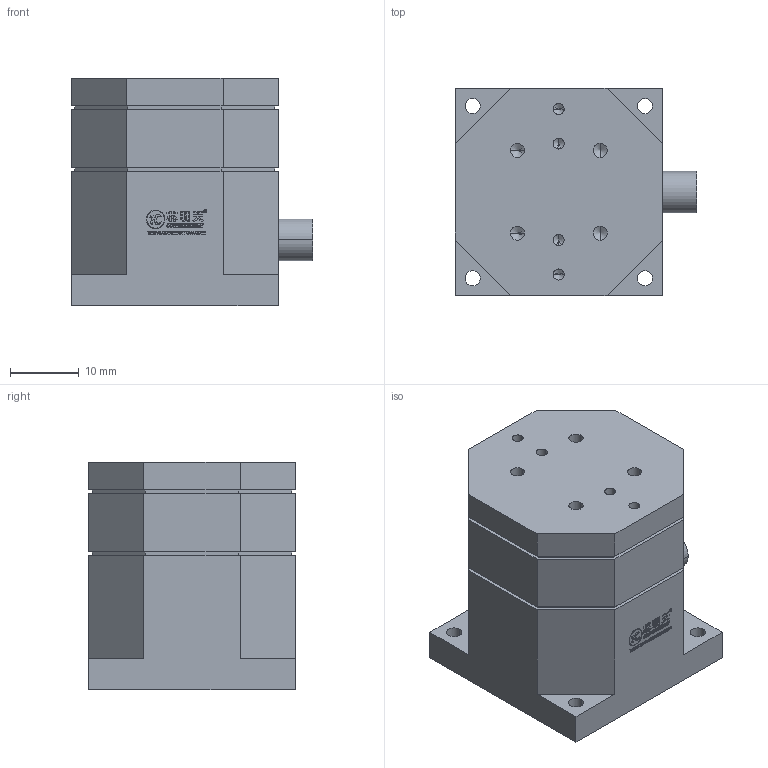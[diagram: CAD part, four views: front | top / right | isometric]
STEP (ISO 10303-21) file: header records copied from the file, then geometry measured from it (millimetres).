
FILE_DESCRIPTION (( 'STEP AP203' ), '1' );
FILE_NAME ('P63.XZ7-B1俋倛芞.STEP', '2019-11-29T02:12:16', ( '' ), ( '' ), 'SwSTEP 2.0', 'SolidWorks 2016', '' );
FILE_SCHEMA (( 'CONFIG_CONTROL_DESIGN' ));
Length unit declared in the file: millimetre
Products named in the file (1): P63.XZ7-B1俋倛芞
Bounding box: 35 x 30.02 x 33 mm (x, y, z)
Volume: 25868.8 mm3; surface area: 5929.8 mm2
Topology: 1 solids, 1 shells, 735 faces, 1993 edges, 1318 vertices
Faces by surface type: plane 405, bspline 282, cylinder 32, cone 16
Entity records: 29528 total; most frequent: CARTESIAN_POINT 12857, ORIENTED_EDGE 3954, DIRECTION 2393, EDGE_CURVE 1977, LINE 1341, VECTOR 1341, VERTEX_POINT 1318, EDGE_LOOP 817
